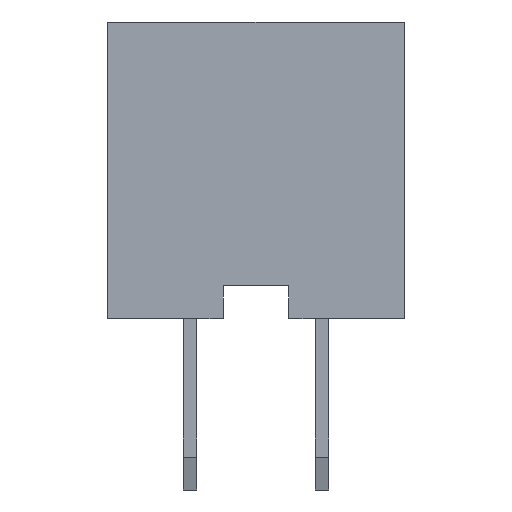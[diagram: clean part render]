
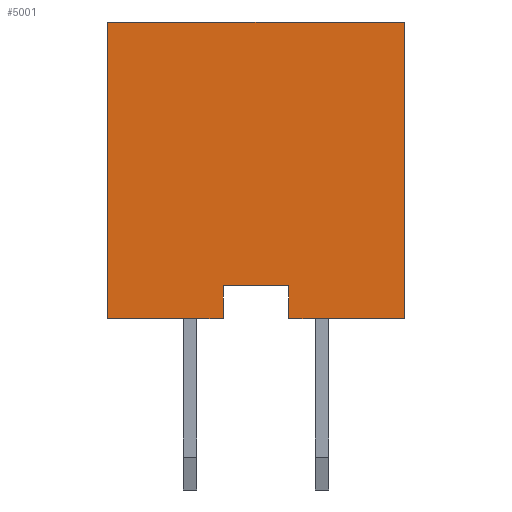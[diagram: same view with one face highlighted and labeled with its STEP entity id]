
A CAD part, left-side view. The second image highlights one B-rep face of the part: STEP entity #5001.
In plain terms, the highlighted planar face has unit normal (-1, 0, 0).
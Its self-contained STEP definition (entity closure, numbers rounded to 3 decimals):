
#29 = VECTOR ( 'NONE', #2660, 1000. ) ;
#502 = ORIENTED_EDGE ( 'NONE', *, *, #22486, .F. ) ;
#539 = CARTESIAN_POINT ( 'NONE',  ( -1., 0.5, 0.5 ) ) ;
#1569 = LINE ( 'NONE', #5693, #19526 ) ;
#1662 = CARTESIAN_POINT ( 'NONE',  ( -1., -2.25, 4.5 ) ) ;
#1978 = VECTOR ( 'NONE', #8660, 1000. ) ;
#2152 = CARTESIAN_POINT ( 'NONE',  ( -1., -2.25, 4.5 ) ) ;
#2660 = DIRECTION ( 'NONE',  ( 0., 0., -1. ) ) ;
#4476 = PLANE ( 'NONE',  #15296 ) ;
#5001 = ADVANCED_FACE ( 'NONE', ( #19096 ), #4476, .F. ) ;
#5692 = CARTESIAN_POINT ( 'NONE',  ( -1., -2.25, 0. ) ) ;
#5693 = CARTESIAN_POINT ( 'NONE',  ( -1., -0.5, 0.5 ) ) ;
#5999 = CARTESIAN_POINT ( 'NONE',  ( -1., -2.25, 4.5 ) ) ;
#6081 = ORIENTED_EDGE ( 'NONE', *, *, #7800, .F. ) ;
#6143 = EDGE_CURVE ( 'NONE', #15737, #6779, #20733, .T. ) ;
#6144 = VERTEX_POINT ( 'NONE', #16492 ) ;
#6267 = EDGE_CURVE ( 'NONE', #6144, #25957, #11439, .T. ) ;
#6713 = ORIENTED_EDGE ( 'NONE', *, *, #6267, .F. ) ;
#6779 = VERTEX_POINT ( 'NONE', #11663 ) ;
#7070 = ORIENTED_EDGE ( 'NONE', *, *, #13589, .F. ) ;
#7082 = VECTOR ( 'NONE', #10391, 1000. ) ;
#7673 = DIRECTION ( 'NONE',  ( 0., 0., 1. ) ) ;
#7800 = EDGE_CURVE ( 'NONE', #18289, #20915, #1569, .T. ) ;
#7815 = CARTESIAN_POINT ( 'NONE',  ( -1., -0.5, 0.5 ) ) ;
#8611 = CARTESIAN_POINT ( 'NONE',  ( -1., -2.25, 4.5 ) ) ;
#8660 = DIRECTION ( 'NONE',  ( 0., 1., 0. ) ) ;
#8732 = VECTOR ( 'NONE', #19475, 1000. ) ;
#9719 = CARTESIAN_POINT ( 'NONE',  ( -1., 2.25, 4.5 ) ) ;
#10391 = DIRECTION ( 'NONE',  ( 0., -1., 0. ) ) ;
#10399 = CARTESIAN_POINT ( 'NONE',  ( -1., 2.25, 4.5 ) ) ;
#10484 = DIRECTION ( 'NONE',  ( 1., 0., 0. ) ) ;
#10493 = DIRECTION ( 'NONE',  ( 0., -1., 0. ) ) ;
#10968 = DIRECTION ( 'NONE',  ( 0., -1., 0. ) ) ;
#11130 = EDGE_CURVE ( 'NONE', #6779, #25957, #11476, .T. ) ;
#11439 = LINE ( 'NONE', #15282, #12788 ) ;
#11476 = LINE ( 'NONE', #23137, #23456 ) ;
#11663 = CARTESIAN_POINT ( 'NONE',  ( -1., 2.25, 0. ) ) ;
#11894 = LINE ( 'NONE', #1662, #8732 ) ;
#12740 = DIRECTION ( 'NONE',  ( 0., 1., 0. ) ) ;
#12788 = VECTOR ( 'NONE', #17533, 1000. ) ;
#12795 = LINE ( 'NONE', #539, #1978 ) ;
#13589 = EDGE_CURVE ( 'NONE', #17986, #16100, #11894, .T. ) ;
#13895 = ORIENTED_EDGE ( 'NONE', *, *, #11130, .T. ) ;
#15282 = CARTESIAN_POINT ( 'NONE',  ( -1., 0.5, 0.5 ) ) ;
#15296 = AXIS2_PLACEMENT_3D ( 'NONE', #8611, #10484, #12740 ) ;
#15512 = EDGE_CURVE ( 'NONE', #20915, #6144, #12795, .T. ) ;
#15616 = ORIENTED_EDGE ( 'NONE', *, *, #15512, .F. ) ;
#15737 = VERTEX_POINT ( 'NONE', #9719 ) ;
#16100 = VERTEX_POINT ( 'NONE', #5692 ) ;
#16191 = LINE ( 'NONE', #26264, #19918 ) ;
#16492 = CARTESIAN_POINT ( 'NONE',  ( -1., 0.5, 0.5 ) ) ;
#17117 = ORIENTED_EDGE ( 'NONE', *, *, #23726, .T. ) ;
#17533 = DIRECTION ( 'NONE',  ( 0., 0., -1. ) ) ;
#17986 = VERTEX_POINT ( 'NONE', #2152 ) ;
#18007 = EDGE_LOOP ( 'NONE', ( #13895, #6713, #15616, #6081, #17117, #7070, #502, #20008 ) ) ;
#18289 = VERTEX_POINT ( 'NONE', #23185 ) ;
#18622 = CARTESIAN_POINT ( 'NONE',  ( -1., 0.5, 0. ) ) ;
#19096 = FACE_OUTER_BOUND ( 'NONE', #18007, .T. ) ;
#19475 = DIRECTION ( 'NONE',  ( 0., 0., -1. ) ) ;
#19526 = VECTOR ( 'NONE', #7673, 1000. ) ;
#19918 = VECTOR ( 'NONE', #10493, 1000. ) ;
#20008 = ORIENTED_EDGE ( 'NONE', *, *, #6143, .T. ) ;
#20733 = LINE ( 'NONE', #10399, #29 ) ;
#20915 = VERTEX_POINT ( 'NONE', #7815 ) ;
#22486 = EDGE_CURVE ( 'NONE', #15737, #17986, #24192, .T. ) ;
#23137 = CARTESIAN_POINT ( 'NONE',  ( -1., -2.25, 0. ) ) ;
#23185 = CARTESIAN_POINT ( 'NONE',  ( -1., -0.5, 0. ) ) ;
#23456 = VECTOR ( 'NONE', #10968, 1000. ) ;
#23726 = EDGE_CURVE ( 'NONE', #18289, #16100, #16191, .T. ) ;
#24192 = LINE ( 'NONE', #5999, #7082 ) ;
#25957 = VERTEX_POINT ( 'NONE', #18622 ) ;
#26264 = CARTESIAN_POINT ( 'NONE',  ( -1., -2.25, 0. ) ) ;
